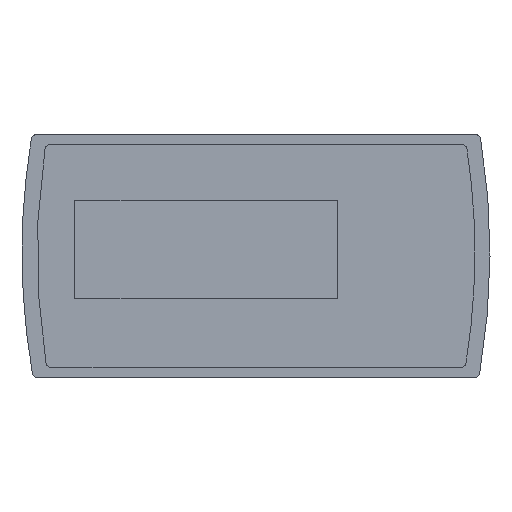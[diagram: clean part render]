
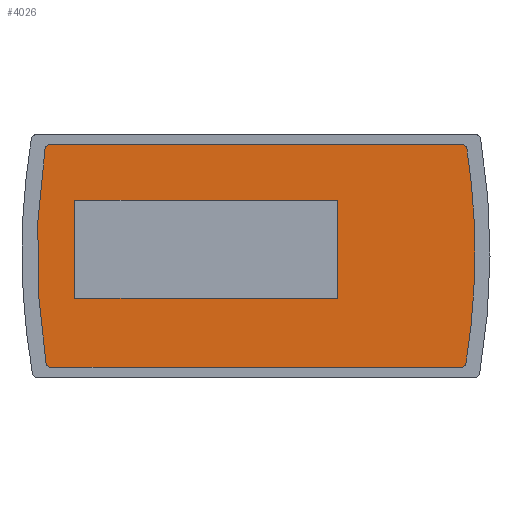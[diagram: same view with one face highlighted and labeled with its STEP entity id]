
A CAD part, top view. The second image highlights one B-rep face of the part: STEP entity #4026.
In plain terms, the highlighted planar face has unit normal (0, 0, 1).
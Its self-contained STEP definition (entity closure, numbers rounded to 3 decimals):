
#21 = EDGE_CURVE ( 'NONE', #3695, #2435, #1665, .T. ) ;
#162 = CARTESIAN_POINT ( 'NONE',  ( 81.302, -44.15, 25.1 ) ) ;
#168 = EDGE_CURVE ( 'NONE', #3079, #790, #2134, .T. ) ;
#244 = CARTESIAN_POINT ( 'NONE',  ( -71.8, 22.15, 25.1 ) ) ;
#249 = CARTESIAN_POINT ( 'NONE',  ( 32.2, 22.15, 25.1 ) ) ;
#281 = EDGE_CURVE ( 'NONE', #5407, #4006, #2760, .T. ) ;
#383 = VERTEX_POINT ( 'NONE', #3189 ) ;
#497 = DIRECTION ( 'NONE',  ( 0., 0., 1. ) ) ;
#648 = ORIENTED_EDGE ( 'NONE', *, *, #281, .T. ) ;
#665 = DIRECTION ( 'NONE',  ( -1., 0., 0. ) ) ;
#732 = CARTESIAN_POINT ( 'NONE',  ( -71.8, 22.15, 25.1 ) ) ;
#790 = VERTEX_POINT ( 'NONE', #2585 ) ;
#821 = CARTESIAN_POINT ( 'NONE',  ( -83.276, -42.471, 25.1 ) ) ;
#859 = EDGE_CURVE ( 'NONE', #4163, #4385, #1914, .T. ) ;
#865 = DIRECTION ( 'NONE',  ( 0., 1., 0. ) ) ;
#892 = CARTESIAN_POINT ( 'NONE',  ( -81.671, 44.15, 25.1 ) ) ;
#981 = EDGE_LOOP ( 'NONE', ( #1078, #5252, #2843, #2544 ) ) ;
#1055 = EDGE_CURVE ( 'NONE', #383, #3695, #4346, .T. ) ;
#1078 = ORIENTED_EDGE ( 'NONE', *, *, #2388, .F. ) ;
#1082 = CARTESIAN_POINT ( 'NONE',  ( 83.276, -42.471, 25.1 ) ) ;
#1112 = CARTESIAN_POINT ( 'NONE',  ( 86.802, 1.167, 25.1 ) ) ;
#1187 = VERTEX_POINT ( 'NONE', #249 ) ;
#1198 = CARTESIAN_POINT ( 'NONE',  ( -81.671, 42.15, 25.1 ) ) ;
#1232 = AXIS2_PLACEMENT_3D ( 'NONE', #3127, #497, #3571 ) ;
#1283 = AXIS2_PLACEMENT_3D ( 'NONE', #5205, #2545, #5656 ) ;
#1323 = VECTOR ( 'NONE', #4575, 1000. ) ;
#1553 = DIRECTION ( 'NONE',  ( 0., 0., 1. ) ) ;
#1635 = DIRECTION ( 'NONE',  ( 1., 0., 0. ) ) ;
#1653 = FACE_BOUND ( 'NONE', #981, .T. ) ;
#1665 = CIRCLE ( 'NONE', #2931, 2. ) ;
#1717 = CARTESIAN_POINT ( 'NONE',  ( -184.952, 1.167, 25.1 ) ) ;
#1721 = PLANE ( 'NONE',  #2680 ) ;
#1827 = AXIS2_PLACEMENT_3D ( 'NONE', #1198, #4290, #1635 ) ;
#1907 = CARTESIAN_POINT ( 'NONE',  ( -184.952, 1.167, 25.1 ) ) ;
#1914 = LINE ( 'NONE', #5277, #2953 ) ;
#2134 = CIRCLE ( 'NONE', #4021, 271.754 ) ;
#2145 = LINE ( 'NONE', #3963, #5698 ) ;
#2159 = DIRECTION ( 'NONE',  ( 1., 0., 0. ) ) ;
#2195 = LINE ( 'NONE', #2215, #5614 ) ;
#2208 = EDGE_CURVE ( 'NONE', #790, #2225, #4505, .T. ) ;
#2215 = CARTESIAN_POINT ( 'NONE',  ( 83.382, 44.15, 25.1 ) ) ;
#2225 = VERTEX_POINT ( 'NONE', #4469 ) ;
#2236 = CARTESIAN_POINT ( 'NONE',  ( 81.671, 42.15, 25.1 ) ) ;
#2281 = ORIENTED_EDGE ( 'NONE', *, *, #168, .T. ) ;
#2303 = AXIS2_PLACEMENT_3D ( 'NONE', #1907, #5020, #2365 ) ;
#2315 = CARTESIAN_POINT ( 'NONE',  ( -82.997, -44.15, 25.1 ) ) ;
#2319 = CARTESIAN_POINT ( 'NONE',  ( -83.648, 42.454, 25.1 ) ) ;
#2365 = DIRECTION ( 'NONE',  ( 1., 0., 0. ) ) ;
#2371 = EDGE_CURVE ( 'NONE', #2435, #3079, #3537, .T. ) ;
#2388 = EDGE_CURVE ( 'NONE', #3239, #4163, #4572, .T. ) ;
#2423 = EDGE_LOOP ( 'NONE', ( #5057, #2281, #4221, #4052, #3126, #648, #4663, #4277, #5253 ) ) ;
#2435 = VERTEX_POINT ( 'NONE', #1082 ) ;
#2544 = ORIENTED_EDGE ( 'NONE', *, *, #859, .F. ) ;
#2545 = DIRECTION ( 'NONE',  ( 0., 0., 1. ) ) ;
#2585 = CARTESIAN_POINT ( 'NONE',  ( 83.648, 42.454, 25.1 ) ) ;
#2620 = DIRECTION ( 'NONE',  ( 1., 0., 0. ) ) ;
#2668 = DIRECTION ( 'NONE',  ( -1., 0., 0. ) ) ;
#2680 = AXIS2_PLACEMENT_3D ( 'NONE', #3032, #5720, #3058 ) ;
#2697 = DIRECTION ( 'NONE',  ( 1., 0., 0. ) ) ;
#2760 = CIRCLE ( 'NONE', #1232, 271.754 ) ;
#2778 = DIRECTION ( 'NONE',  ( 1., 0., 0. ) ) ;
#2803 = CARTESIAN_POINT ( 'NONE',  ( -71.8, 22.15, 25.1 ) ) ;
#2806 = EDGE_CURVE ( 'NONE', #2225, #4100, #2195, .T. ) ;
#2824 = FACE_OUTER_BOUND ( 'NONE', #2423, .T. ) ;
#2843 = ORIENTED_EDGE ( 'NONE', *, *, #5147, .F. ) ;
#2931 = AXIS2_PLACEMENT_3D ( 'NONE', #4199, #1553, #4646 ) ;
#2953 = VECTOR ( 'NONE', #2620, 1000. ) ;
#3032 = CARTESIAN_POINT ( 'NONE',  ( 184.952, 1.167, 25.1 ) ) ;
#3058 = DIRECTION ( 'NONE',  ( 1., 0., 0. ) ) ;
#3079 = VERTEX_POINT ( 'NONE', #1112 ) ;
#3126 = ORIENTED_EDGE ( 'NONE', *, *, #3298, .T. ) ;
#3127 = CARTESIAN_POINT ( 'NONE',  ( 184.952, 1.167, 25.1 ) ) ;
#3189 = CARTESIAN_POINT ( 'NONE',  ( -81.302, -44.15, 25.1 ) ) ;
#3233 = CIRCLE ( 'NONE', #1283, 2. ) ;
#3239 = VERTEX_POINT ( 'NONE', #732 ) ;
#3298 = EDGE_CURVE ( 'NONE', #4100, #5407, #5605, .T. ) ;
#3421 = CARTESIAN_POINT ( 'NONE',  ( 32.2, -16.85, 25.1 ) ) ;
#3537 = CIRCLE ( 'NONE', #2303, 271.754 ) ;
#3571 = DIRECTION ( 'NONE',  ( 1., 0., 0. ) ) ;
#3695 = VERTEX_POINT ( 'NONE', #162 ) ;
#3778 = EDGE_CURVE ( 'NONE', #1187, #3239, #4276, .T. ) ;
#3963 = CARTESIAN_POINT ( 'NONE',  ( 32.2, 22.15, 25.1 ) ) ;
#4006 = VERTEX_POINT ( 'NONE', #821 ) ;
#4021 = AXIS2_PLACEMENT_3D ( 'NONE', #1717, #4815, #2159 ) ;
#4026 = ADVANCED_FACE ( 'NONE', ( #1653, #2824 ), #1721, .T. ) ;
#4052 = ORIENTED_EDGE ( 'NONE', *, *, #2806, .T. ) ;
#4100 = VERTEX_POINT ( 'NONE', #892 ) ;
#4138 = VECTOR ( 'NONE', #665, 1000. ) ;
#4163 = VERTEX_POINT ( 'NONE', #5377 ) ;
#4199 = CARTESIAN_POINT ( 'NONE',  ( 81.302, -42.15, 25.1 ) ) ;
#4205 = AXIS2_PLACEMENT_3D ( 'NONE', #2236, #5353, #2697 ) ;
#4208 = VECTOR ( 'NONE', #2778, 1000. ) ;
#4221 = ORIENTED_EDGE ( 'NONE', *, *, #2208, .T. ) ;
#4276 = LINE ( 'NONE', #244, #4138 ) ;
#4277 = ORIENTED_EDGE ( 'NONE', *, *, #1055, .T. ) ;
#4290 = DIRECTION ( 'NONE',  ( 0., 0., 1. ) ) ;
#4346 = LINE ( 'NONE', #2315, #4208 ) ;
#4378 = EDGE_CURVE ( 'NONE', #4006, #383, #3233, .T. ) ;
#4385 = VERTEX_POINT ( 'NONE', #3421 ) ;
#4469 = CARTESIAN_POINT ( 'NONE',  ( 81.671, 44.15, 25.1 ) ) ;
#4505 = CIRCLE ( 'NONE', #4205, 2. ) ;
#4572 = LINE ( 'NONE', #2803, #1323 ) ;
#4575 = DIRECTION ( 'NONE',  ( 0., -1., 0. ) ) ;
#4646 = DIRECTION ( 'NONE',  ( 1., 0., 0. ) ) ;
#4663 = ORIENTED_EDGE ( 'NONE', *, *, #4378, .T. ) ;
#4815 = DIRECTION ( 'NONE',  ( 0., 0., 1. ) ) ;
#5020 = DIRECTION ( 'NONE',  ( 0., 0., 1. ) ) ;
#5057 = ORIENTED_EDGE ( 'NONE', *, *, #2371, .T. ) ;
#5147 = EDGE_CURVE ( 'NONE', #4385, #1187, #2145, .T. ) ;
#5205 = CARTESIAN_POINT ( 'NONE',  ( -81.302, -42.15, 25.1 ) ) ;
#5252 = ORIENTED_EDGE ( 'NONE', *, *, #3778, .F. ) ;
#5253 = ORIENTED_EDGE ( 'NONE', *, *, #21, .T. ) ;
#5277 = CARTESIAN_POINT ( 'NONE',  ( -71.8, -16.85, 25.1 ) ) ;
#5353 = DIRECTION ( 'NONE',  ( 0., 0., 1. ) ) ;
#5377 = CARTESIAN_POINT ( 'NONE',  ( -71.8, -16.85, 25.1 ) ) ;
#5407 = VERTEX_POINT ( 'NONE', #2319 ) ;
#5605 = CIRCLE ( 'NONE', #1827, 2. ) ;
#5614 = VECTOR ( 'NONE', #2668, 1000. ) ;
#5656 = DIRECTION ( 'NONE',  ( 1., 0., 0. ) ) ;
#5698 = VECTOR ( 'NONE', #865, 1000. ) ;
#5720 = DIRECTION ( 'NONE',  ( 0., 0., 1. ) ) ;
